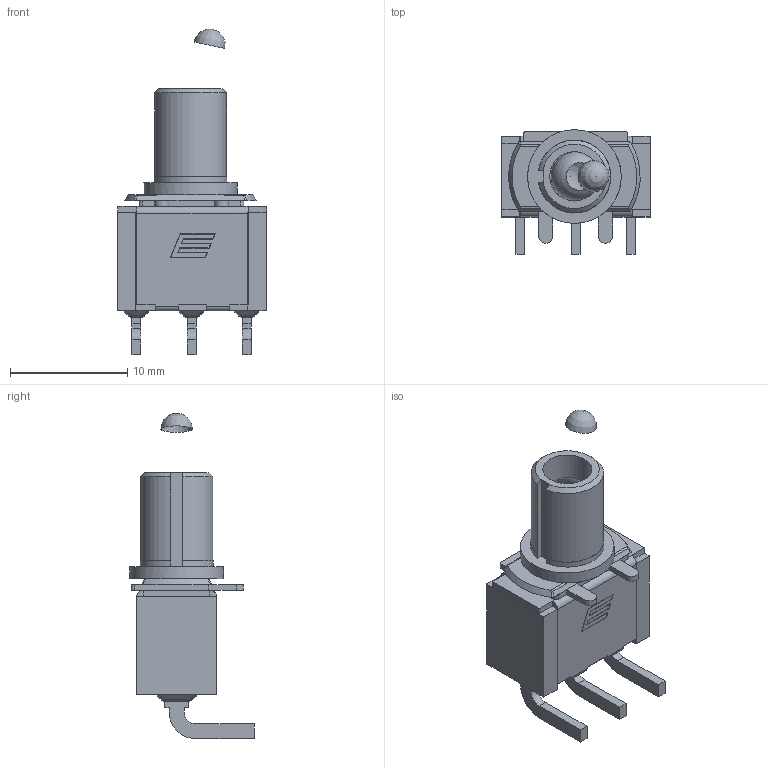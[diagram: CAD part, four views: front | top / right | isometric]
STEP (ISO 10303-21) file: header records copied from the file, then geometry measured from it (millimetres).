
FILE_DESCRIPTION(/* description */ (''),/* implementation_level */ '2;1');
FILE_NAME(/* name */ '100SPxT2B6M6xE.stp',/* time_stamp */ '2026-01-22T13:23:27-06:00',/* author */ ('jmeyers'),/* organization */ (''),/* preprocessor_version */ 'ST-DEVELOPER v18.1',/* originating_system */ 'Autodesk Inventor 2022',/* authorisation */ '');
FILE_SCHEMA (('AUTOMOTIVE_DESIGN { 1 0 10303 214 3 1 1 }'));
Length unit declared in the file: inch
Products named in the file (1): Part10
Bounding box: 12.77 x 10.59 x 27.71 mm (x, y, z)
Volume: 1115.2 mm3; surface area: 1171.7 mm2
Topology: 1 solids, 1 shells, 282 faces, 763 edges, 476 vertices
Faces by surface type: plane 197, cylinder 64, sphere 13, bspline 4, cone 4
Full cylindrical faces by diameter (mm): 4.2 x1, 7.98 x1
Entity records: 8931 total; most frequent: CARTESIAN_POINT 1825, ORIENTED_EDGE 1500, DIRECTION 1442, EDGE_CURVE 750, LINE 552, VECTOR 552, VERTEX_POINT 476, AXIS2_PLACEMENT_3D 445
